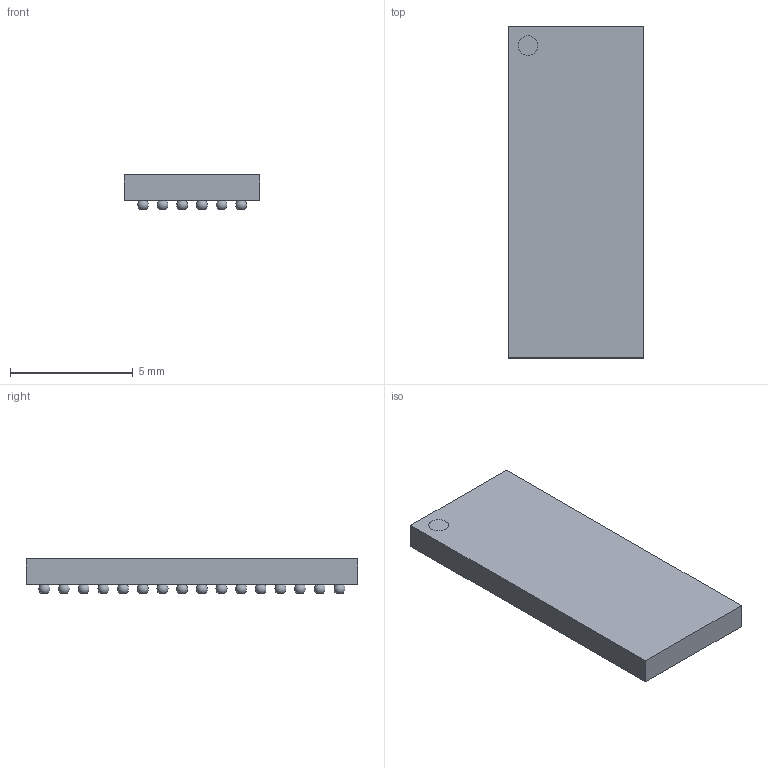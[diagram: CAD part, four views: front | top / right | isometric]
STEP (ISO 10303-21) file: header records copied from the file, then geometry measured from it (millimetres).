
FILE_DESCRIPTION(/* description */ (''),/* implementation_level */ '2;1');
FILE_NAME(/* name */ 'BGA96C80P6X16_550X1350X140.stp',/* time_stamp */ '2016-10-07T13:35:29+02:00',/* author */ ('riccim'),/* organization */ (''),/* preprocessor_version */ 'ST-DEVELOPER v15.5',/* originating_system */ 'AutoCAD Mechanical',/* authorisation */ '');
FILE_SCHEMA (('AUTOMOTIVE_DESIGN { 1 0 10303 214 3 1 1 }'));
Length unit declared in the file: millimetre
Products named in the file (1): Product
Bounding box: 5.5 x 13.5 x 1.4 mm (x, y, z)
Volume: 82.2 mm3; surface area: 249.5 mm2
Topology: 98 solids, 98 shells, 299 faces, 402 edges, 300 vertices
Faces by surface type: plane 201, sphere 96, cylinder 2
Full cylindrical faces by diameter (mm): 0.8 x2
Entity records: 4988 total; most frequent: DIRECTION 1004, CARTESIAN_POINT 712, AXIS2_PLACEMENT_3D 496, ORIENTED_EDGE 416, EDGE_LOOP 398, FACE_OUTER_BOUND 299, ADVANCED_FACE 299, EDGE_CURVE 208
